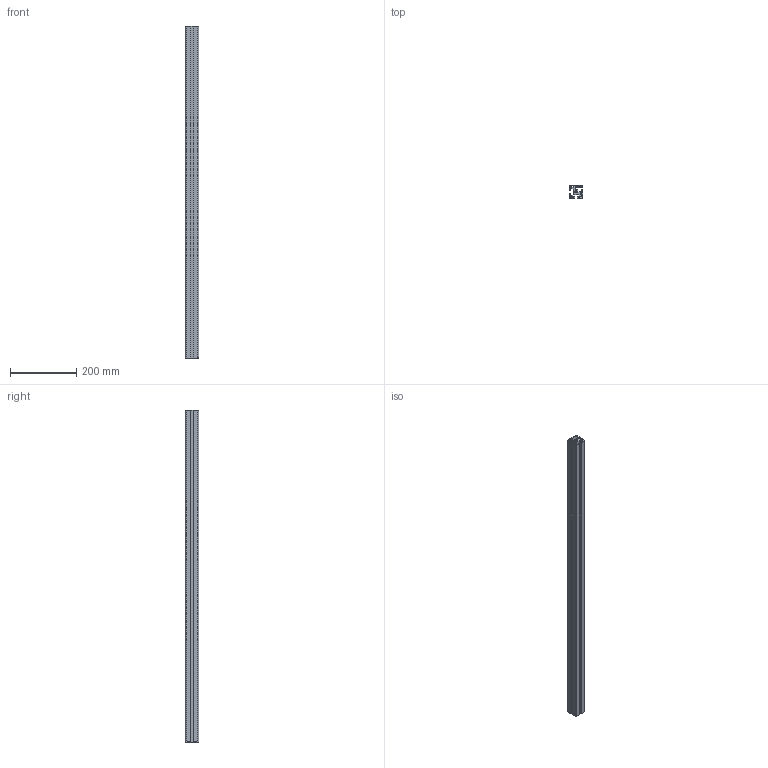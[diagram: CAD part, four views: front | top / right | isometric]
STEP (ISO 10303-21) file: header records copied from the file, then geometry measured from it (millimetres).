
FILE_DESCRIPTION(/* description */ (''),/* implementation_level */ '2;1');
FILE_NAME(/* name */ '114032',/* time_stamp */ '2014-10-06T11:26:40+02:00',/* author */ (''),/* organization */ (''),/* preprocessor_version */ 'ST-DEVELOPER v14',/* originating_system */ 'HiCAD 2013 1802.4 Build 509',/* authorisation */ '');
FILE_SCHEMA (('AUTOMOTIVE_DESIGN { 1 0 10303 214 1 1 1 1 }'));
Length unit declared in the file: millimetre
Products named in the file (2): Root; 11403240x40-KLBOIKON0
Assembly tree (1 placements, depth 2):
  Root
    11403240x40-KLBOIKON0
Bounding box: 40 x 40 x 1000 mm (x, y, z)
Volume: 766878.5 mm3; surface area: 426924.3 mm2
Topology: 2 solids, 2 shells, 56 faces, 156 edges, 104 vertices
Faces by surface type: plane 48, cylinder 8
Full cylindrical faces by diameter (mm): 5 x1, 6.8 x1
Entity records: 3354 total; most frequent: CARTESIAN_POINT 316, PRESENTATION_STYLE_ASSIGNMENT 310, COLOUR_RGB 309, DRAUGHTING_PRE_DEFINED_CURVE_FONT 308, CURVE_STYLE 308, OVER_RIDING_STYLED_ITEM 308, ORIENTED_EDGE 308, DIRECTION 286
